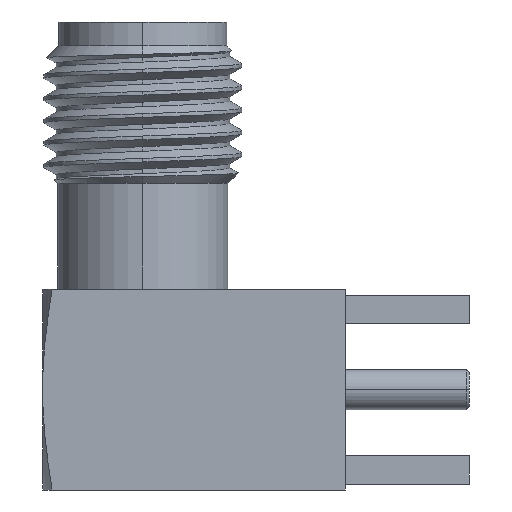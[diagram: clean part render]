
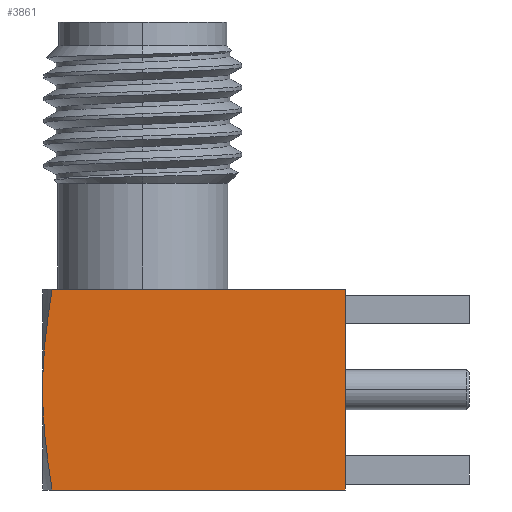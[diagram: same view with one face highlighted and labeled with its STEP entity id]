
A CAD part, left-side view. The second image highlights one B-rep face of the part: STEP entity #3861.
In plain terms, the highlighted planar face has unit normal (-1, 0, 0).
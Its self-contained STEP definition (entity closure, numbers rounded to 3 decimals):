
#7 = AXIS2_PLACEMENT_3D ( 'NONE', #1273, #840, #405 ) ;
#33 = CARTESIAN_POINT ( 'NONE',  ( -3.175, 3.17, -11.785 ) ) ;
#223 = ORIENTED_EDGE ( 'NONE', *, *, #3480, .F. ) ;
#308 = VERTEX_POINT ( 'NONE', #891 ) ;
#396 = CARTESIAN_POINT ( 'NONE',  ( -3.175, 3.093, -10.111 ) ) ;
#405 = DIRECTION ( 'NONE',  ( 0., 0., 1. ) ) ;
#477 = DIRECTION ( 'NONE',  ( 0., -1., 0. ) ) ;
#479 = ORIENTED_EDGE ( 'NONE', *, *, #4670, .F. ) ;
#707 = DIRECTION ( 'NONE',  ( 0., 0., -1. ) ) ;
#809 = FACE_OUTER_BOUND ( 'NONE', #3933, .T. ) ;
#840 = DIRECTION ( 'NONE',  ( -1., 0., 0. ) ) ;
#852 = VECTOR ( 'NONE', #2297, 1000. ) ;
#891 = CARTESIAN_POINT ( 'NONE',  ( -3.175, 2.866, -14.8 ) ) ;
#935 = CARTESIAN_POINT ( 'NONE',  ( -3.175, 2.866, -14.8 ) ) ;
#1019 = CARTESIAN_POINT ( 'NONE',  ( -3.175, 3.17, -11.625 ) ) ;
#1074 = VECTOR ( 'NONE', #707, 1000. ) ;
#1231 = CARTESIAN_POINT ( 'NONE',  ( -3.175, 2.898, -8.642 ) ) ;
#1273 = CARTESIAN_POINT ( 'NONE',  ( -3.175, 3.17, -8.45 ) ) ;
#1435 = ORIENTED_EDGE ( 'NONE', *, *, #2280, .T. ) ;
#1548 = CARTESIAN_POINT ( 'NONE',  ( -3.175, 3.17, -11.625 ) ) ;
#1606 = CARTESIAN_POINT ( 'NONE',  ( -3.175, 3.138, -10.633 ) ) ;
#1625 = CARTESIAN_POINT ( 'NONE',  ( -3.175, -6.4, -8.45 ) ) ;
#1795 = VERTEX_POINT ( 'NONE', #1019 ) ;
#1851 = CARTESIAN_POINT ( 'NONE',  ( -3.175, 2.866, -8.45 ) ) ;
#1937 = CARTESIAN_POINT ( 'NONE',  ( -3.175, -6.4, -8.45 ) ) ;
#2069 = CARTESIAN_POINT ( 'NONE',  ( -3.175, 2.866, -8.45 ) ) ;
#2118 = EDGE_CURVE ( 'NONE', #1795, #4834, #3939, .T. ) ;
#2133 = CARTESIAN_POINT ( 'NONE',  ( -3.175, 3.093, -13.139 ) ) ;
#2280 = EDGE_CURVE ( 'NONE', #308, #5035, #2958, .T. ) ;
#2297 = DIRECTION ( 'NONE',  ( 0., -1., 0. ) ) ;
#2367 = CARTESIAN_POINT ( 'NONE',  ( -3.175, 2.957, -9.021 ) ) ;
#2485 = CARTESIAN_POINT ( 'NONE',  ( -3.175, 3.138, -12.617 ) ) ;
#2513 = CARTESIAN_POINT ( 'NONE',  ( -3.175, 2.898, -14.608 ) ) ;
#2537 = CARTESIAN_POINT ( 'NONE',  ( -3.175, 3.032, -13.677 ) ) ;
#2819 = ORIENTED_EDGE ( 'NONE', *, *, #2118, .F. ) ;
#2886 = VERTEX_POINT ( 'NONE', #1937 ) ;
#2937 = CARTESIAN_POINT ( 'NONE',  ( -3.175, 3.164, -12.111 ) ) ;
#2958 = LINE ( 'NONE', #4528, #5107 ) ;
#3095 = LINE ( 'NONE', #1851, #852 ) ;
#3164 = CARTESIAN_POINT ( 'NONE',  ( -3.175, 3.164, -11.139 ) ) ;
#3219 = CARTESIAN_POINT ( 'NONE',  ( -3.175, 3.032, -9.574 ) ) ;
#3480 = EDGE_CURVE ( 'NONE', #4834, #2886, #3095, .T. ) ;
#3495 = B_SPLINE_CURVE_WITH_KNOTS ( 'NONE', 3,
 ( #935, #2513, #3722, #2537, #2133, #2485, #2937, #33, #4504 ),
 .UNSPECIFIED., .F., .F.,
 ( 4, 1, 1, 1, 1, 1, 4 ),
 ( 0., 0.167, 0.333, 0.5, 0.667, 0.833, 1. ),
 .UNSPECIFIED. ) ;
#3722 = CARTESIAN_POINT ( 'NONE',  ( -3.175, 2.957, -14.229 ) ) ;
#3861 = ADVANCED_FACE ( 'NONE', ( #809 ), #4044, .T. ) ;
#3933 = EDGE_LOOP ( 'NONE', ( #4725, #1435, #479, #223, #2819 ) ) ;
#3939 = B_SPLINE_CURVE_WITH_KNOTS ( 'NONE', 3,
 ( #1548, #4820, #3164, #1606, #396, #3219, #2367, #1231, #3976 ),
 .UNSPECIFIED., .F., .F.,
 ( 4, 1, 1, 1, 1, 1, 4 ),
 ( 0., 0.167, 0.333, 0.5, 0.667, 0.833, 1. ),
 .UNSPECIFIED. ) ;
#3976 = CARTESIAN_POINT ( 'NONE',  ( -3.175, 2.866, -8.45 ) ) ;
#4044 = PLANE ( 'NONE',  #7 ) ;
#4400 = EDGE_CURVE ( 'NONE', #308, #1795, #3495, .T. ) ;
#4504 = CARTESIAN_POINT ( 'NONE',  ( -3.175, 3.17, -11.625 ) ) ;
#4528 = CARTESIAN_POINT ( 'NONE',  ( -3.175, 2.866, -14.8 ) ) ;
#4670 = EDGE_CURVE ( 'NONE', #2886, #5035, #5182, .T. ) ;
#4725 = ORIENTED_EDGE ( 'NONE', *, *, #4400, .F. ) ;
#4820 = CARTESIAN_POINT ( 'NONE',  ( -3.175, 3.17, -11.465 ) ) ;
#4834 = VERTEX_POINT ( 'NONE', #2069 ) ;
#4835 = CARTESIAN_POINT ( 'NONE',  ( -3.175, -6.4, -14.8 ) ) ;
#5035 = VERTEX_POINT ( 'NONE', #4835 ) ;
#5107 = VECTOR ( 'NONE', #477, 1000. ) ;
#5182 = LINE ( 'NONE', #1625, #1074 ) ;
